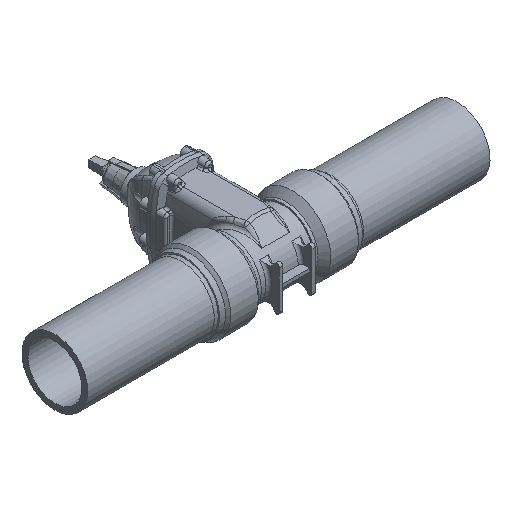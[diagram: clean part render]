
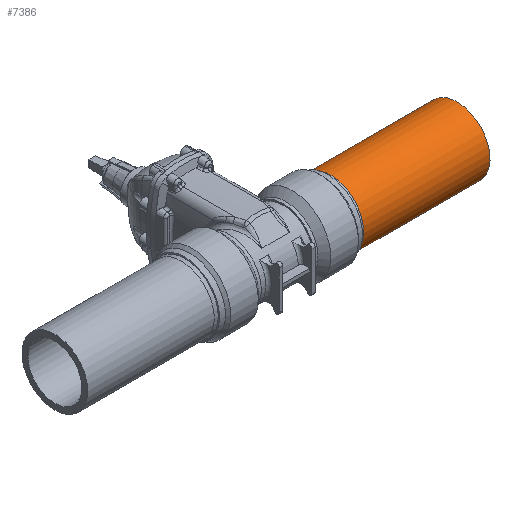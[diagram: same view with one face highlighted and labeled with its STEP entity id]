
A CAD part, isometric view. The second image highlights one B-rep face of the part: STEP entity #7386.
In plain terms, the highlighted cylindrical face has radius 90 mm (diameter 180 mm), a full revolution.
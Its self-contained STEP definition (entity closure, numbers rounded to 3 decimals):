
#343 = EDGE_LOOP ( 'NONE', ( #4715 ) ) ;
#345 = EDGE_LOOP ( 'NONE', ( #4717 ) ) ;
#1128 = CIRCLE ( 'NONE', #13412, 90. ) ;
#2309 = CYLINDRICAL_SURFACE ( 'NONE', #14560, 90. ) ;
#2327 = FACE_OUTER_BOUND ( 'NONE', #343, .T. ) ;
#2435 = FACE_OUTER_BOUND ( 'NONE', #345, .T. ) ;
#4610 = DIRECTION ( 'NONE',  ( 0., -0.924, -0.382 ) ) ;
#4617 = CARTESIAN_POINT ( 'NONE',  ( 550.5, 0., 0. ) ) ;
#4635 = CARTESIAN_POINT ( 'NONE',  ( 550.5, -83.18, -34.366 ) ) ;
#4644 = CARTESIAN_POINT ( 'NONE',  ( 204.259, 34.366, -83.18 ) ) ;
#4647 = DIRECTION ( 'NONE',  ( 1., 0., 0. ) ) ;
#4715 = ORIENTED_EDGE ( 'NONE', *, *, #12785, .T. ) ;
#4717 = ORIENTED_EDGE ( 'NONE', *, *, #14932, .F. ) ;
#7386 = ADVANCED_FACE ( 'NONE', ( #2327, #2435 ), #2309, .T. ) ;
#8266 = DIRECTION ( 'NONE',  ( 0., -0.924, -0.382 ) ) ;
#8577 = CARTESIAN_POINT ( 'NONE',  ( 100.5, 0., 0. ) ) ;
#9145 = DIRECTION ( 'NONE',  ( 1., 0., 0. ) ) ;
#9431 = CIRCLE ( 'NONE', #13666, 90. ) ;
#9493 = VERTEX_POINT ( 'NONE', #4635 ) ;
#9585 = VERTEX_POINT ( 'NONE', #4644 ) ;
#9902 = DIRECTION ( 'NONE',  ( 1., 0., 0. ) ) ;
#10632 = DIRECTION ( 'NONE',  ( 0., 0.382, -0.924 ) ) ;
#10633 = CARTESIAN_POINT ( 'NONE',  ( 204.259, 0., 0. ) ) ;
#12785 = EDGE_CURVE ( 'NONE', #9585, #9585, #1128, .T. ) ;
#13412 = AXIS2_PLACEMENT_3D ( 'NONE', #10633, #9902, #10632 ) ;
#13666 = AXIS2_PLACEMENT_3D ( 'NONE', #4617, #4647, #4610 ) ;
#14560 = AXIS2_PLACEMENT_3D ( 'NONE', #8577, #9145, #8266 ) ;
#14932 = EDGE_CURVE ( 'NONE', #9493, #9493, #9431, .T. ) ;
